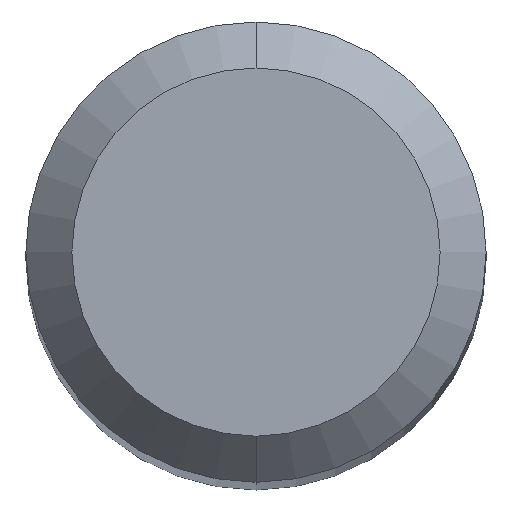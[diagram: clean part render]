
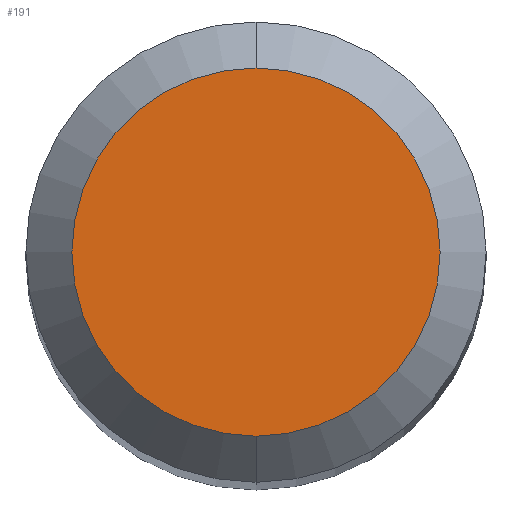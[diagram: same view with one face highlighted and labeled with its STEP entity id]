
A CAD part, top view. The second image highlights one B-rep face of the part: STEP entity #191.
In plain terms, the highlighted planar face has unit normal (0, 0, 1).
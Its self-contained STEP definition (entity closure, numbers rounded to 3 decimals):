
#179=VERTEX_POINT('',#486);
#191=ADVANCED_FACE('',(#499),#500,.T.);
#295=EDGE_CURVE('',#447,#179,#612,.T.);
#319=EDGE_CURVE('',#179,#447,#639,.T.);
#447=VERTEX_POINT('',#783);
#486=CARTESIAN_POINT('',(0.0,1.2,0.0));
#499=FACE_OUTER_BOUND('',#841,.T.);
#500=PLANE('',#842);
#612=CIRCLE('',#1081,1.2);
#639=CIRCLE('',#1144,1.2);
#783=CARTESIAN_POINT('',(0.,-1.2,0.0));
#841=EDGE_LOOP('',(#1466,#1467));
#842=AXIS2_PLACEMENT_3D('',#1468,#1469,#1470);
#1081=AXIS2_PLACEMENT_3D('',#1567,#1568,#1569);
#1144=AXIS2_PLACEMENT_3D('',#1600,#1601,#1602);
#1466=ORIENTED_EDGE('',*,*,#319,.F.);
#1467=ORIENTED_EDGE('',*,*,#295,.F.);
#1468=CARTESIAN_POINT('',(0.0,0.6,0.0));
#1469=DIRECTION('',(-0.0,0.0,1.0));
#1470=DIRECTION('',(0.0,-1.0,0.0));
#1567=CARTESIAN_POINT('',(0.0,0.0,0.0));
#1568=DIRECTION('',(0.0,0.0,-1.0));
#1569=DIRECTION('',(0.0,1.0,0.0));
#1600=CARTESIAN_POINT('',(0.0,0.0,0.0));
#1601=DIRECTION('',(0.0,0.0,-1.0));
#1602=DIRECTION('',(0.0,1.0,0.0));
